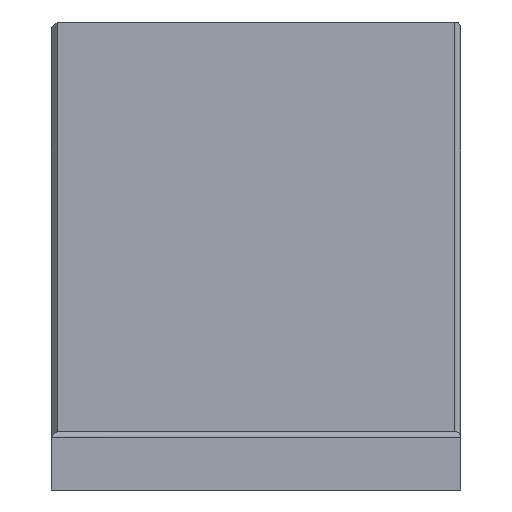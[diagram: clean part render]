
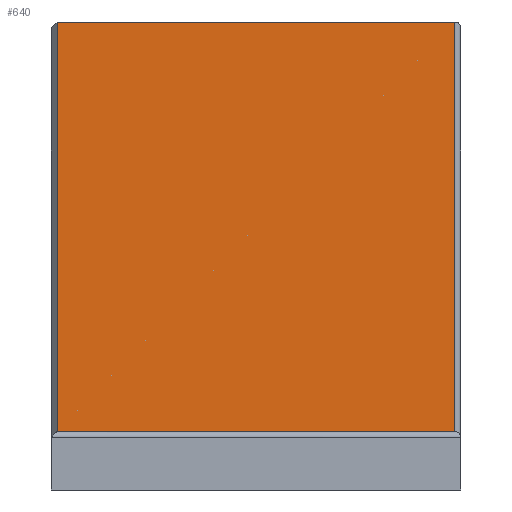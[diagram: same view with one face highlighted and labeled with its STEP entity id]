
A CAD part, left-side view. The second image highlights one B-rep face of the part: STEP entity #640.
In plain terms, the highlighted planar face has unit normal (-1, 0, 0).
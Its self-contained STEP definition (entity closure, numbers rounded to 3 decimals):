
#359=CARTESIAN_POINT('Vertex',(-60.,-1.,10.)) ;
#395=CARTESIAN_POINT('Line Origine',(-60.,-1.,40.)) ;
#399=CARTESIAN_POINT('Vertex',(-60.,-1.,80.)) ;
#602=CARTESIAN_POINT('Vertex',(-60.,-69.,80.)) ;
#605=CARTESIAN_POINT('Line Origine',(-60.,-35.,80.)) ;
#617=CARTESIAN_POINT('Axis2P3D Location',(-60.,0.,80.)) ;
#622=CARTESIAN_POINT('Line Origine',(-60.,-69.,45.)) ;
#626=CARTESIAN_POINT('Vertex',(-60.,-69.,10.)) ;
#629=CARTESIAN_POINT('Line Origine',(-60.,-35.,10.)) ;
#396=DIRECTION('Vector Direction',(0.,0.,-1.)) ;
#606=DIRECTION('Vector Direction',(0.,1.,0.)) ;
#618=DIRECTION('Axis2P3D Direction',(1.,0.,-0.)) ;
#619=DIRECTION('Axis2P3D XDirection',(-0.,0.,-1.)) ;
#623=DIRECTION('Vector Direction',(0.,0.,-1.)) ;
#630=DIRECTION('Vector Direction',(0.,1.,0.)) ;
#620=AXIS2_PLACEMENT_3D('Plane Axis2P3D',#617,#618,#619) ;
#635=ORIENTED_EDGE('',*,*,#628,.F.) ;
#636=ORIENTED_EDGE('',*,*,#609,.T.) ;
#637=ORIENTED_EDGE('',*,*,#401,.F.) ;
#638=ORIENTED_EDGE('',*,*,#633,.F.) ;
#397=VECTOR('Line Direction',#396,1.) ;
#607=VECTOR('Line Direction',#606,1.) ;
#624=VECTOR('Line Direction',#623,1.) ;
#631=VECTOR('Line Direction',#630,1.) ;
#640=ADVANCED_FACE('PartBody',(#639),#621,.F.) ;
#401=EDGE_CURVE('',#360,#400,#398,.F.) ;
#609=EDGE_CURVE('',#603,#400,#608,.T.) ;
#628=EDGE_CURVE('',#603,#627,#625,.T.) ;
#633=EDGE_CURVE('',#627,#360,#632,.T.) ;
#634=EDGE_LOOP('',(#635,#636,#637,#638)) ;
#639=FACE_OUTER_BOUND('',#634,.T.) ;
#398=LINE('Line',#395,#397) ;
#608=LINE('Line',#605,#607) ;
#625=LINE('Line',#622,#624) ;
#632=LINE('Line',#629,#631) ;
#621=PLANE('',#620) ;
#360=VERTEX_POINT('',#359) ;
#400=VERTEX_POINT('',#399) ;
#603=VERTEX_POINT('',#602) ;
#627=VERTEX_POINT('',#626) ;
